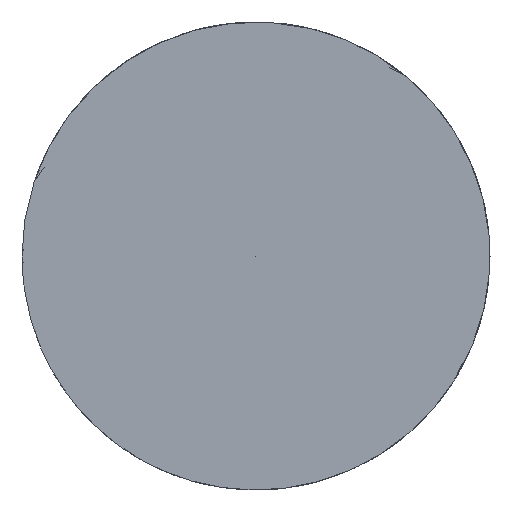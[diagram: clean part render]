
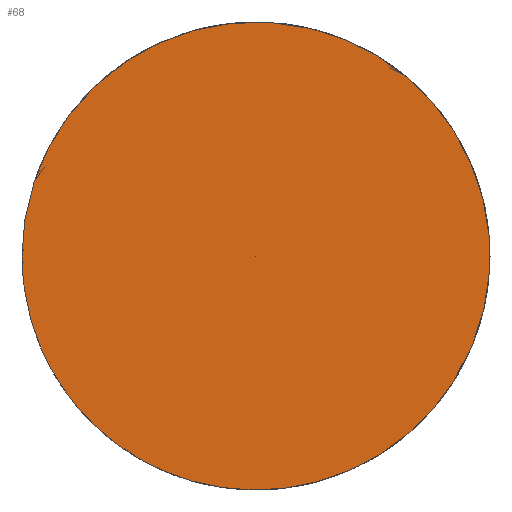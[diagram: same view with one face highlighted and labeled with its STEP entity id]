
A CAD part, left-side view. The second image highlights one B-rep face of the part: STEP entity #68.
In plain terms, the highlighted free-form (B-spline) face has degree [5, 3] with [6, 4] control points.
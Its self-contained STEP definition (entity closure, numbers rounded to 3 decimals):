
#20 = CARTESIAN_POINT ('', (-103., 5., 0.));
#21 = VERTEX_POINT ('', #20);
#22 = CARTESIAN_POINT ('', (-103., 0., 0.));
#23 = VERTEX_POINT ('', #22);
#24 = CARTESIAN_POINT ('', (-103., 5., 0.));
#25 = CARTESIAN_POINT ('', (-103., 3.333, 0.));
#26 = CARTESIAN_POINT ('', (-103., 1.667, 0.));
#27 = CARTESIAN_POINT ('', (-103., 0., 0.));
#28 = B_SPLINE_CURVE_WITH_KNOTS ('', 3, (#24, #25, #26, #27), .UNSPECIFIED., .F., .U., (4, 4), (0., 1.), .UNSPECIFIED.);
#29 = EDGE_CURVE ('', #21, #23, #28, .T.);
#30 = ORIENTED_EDGE ('', *, *, #29, .F.);
#31 = CARTESIAN_POINT ('', (-103., 5., 0.));
#32 = CARTESIAN_POINT ('', (-103., 5., 20.));
#33 = CARTESIAN_POINT ('', (-103., -15., 10.));
#34 = CARTESIAN_POINT ('', (-103., -15., -10.));
#35 = CARTESIAN_POINT ('', (-103., 5., -20.));
#36 = CARTESIAN_POINT ('', (-103., 5., 0.));
#37 = (
   BOUNDED_CURVE ()
   B_SPLINE_CURVE (5, (#31, #32, #33, #34, #35, #36), .UNSPECIFIED., .T., .U.)
   B_SPLINE_CURVE_WITH_KNOTS ((6, 6), (0., 1.), .UNSPECIFIED.)
   CURVE ()
   GEOMETRIC_REPRESENTATION_ITEM ()
   RATIONAL_B_SPLINE_CURVE ((5., 1., 1., 1., 1., 5.))
   REPRESENTATION_ITEM ('')
);
#38 = EDGE_CURVE ('', #21, #21, #37, .T.);
#39 = ORIENTED_EDGE ('', *, *, #38, .T.);
#40 = ORIENTED_EDGE ('', *, *, #29, .T.);
#41 = EDGE_LOOP ('', (#30, #39, #40));
#42 = FACE_OUTER_BOUND ('', #41, .F.);
#43 = CARTESIAN_POINT ('', (-103., 5., 0.));
#44 = CARTESIAN_POINT ('', (-103., 3.333, 0.));
#45 = CARTESIAN_POINT ('', (-103., 1.667, 0.));
#46 = CARTESIAN_POINT ('', (-103., 0., 0.));
#47 = CARTESIAN_POINT ('', (-103., 5., 20.));
#48 = CARTESIAN_POINT ('', (-103., 3.333, 13.333));
#49 = CARTESIAN_POINT ('', (-103., 1.667, 6.667));
#50 = CARTESIAN_POINT ('', (-103., 0., 0.));
#51 = CARTESIAN_POINT ('', (-103., -15., 10.));
#52 = CARTESIAN_POINT ('', (-103., -10., 6.667));
#53 = CARTESIAN_POINT ('', (-103., -5., 3.333));
#54 = CARTESIAN_POINT ('', (-103., 0., 0.));
#55 = CARTESIAN_POINT ('', (-103., -15., -10.));
#56 = CARTESIAN_POINT ('', (-103., -10., -6.667));
#57 = CARTESIAN_POINT ('', (-103., -5., -3.333));
#58 = CARTESIAN_POINT ('', (-103., 0., 0.));
#59 = CARTESIAN_POINT ('', (-103., 5., -20.));
#60 = CARTESIAN_POINT ('', (-103., 3.333, -13.333));
#61 = CARTESIAN_POINT ('', (-103., 1.667, -6.667));
#62 = CARTESIAN_POINT ('', (-103., 0., 0.));
#63 = CARTESIAN_POINT ('', (-103., 5., 0.));
#64 = CARTESIAN_POINT ('', (-103., 3.333, 0.));
#65 = CARTESIAN_POINT ('', (-103., 1.667, 0.));
#66 = CARTESIAN_POINT ('', (-103., 0., 0.));
#67 = (
   BOUNDED_SURFACE ()
   B_SPLINE_SURFACE (5, 3, ((#43, #44, #45, #46), (#47, #48, #49, #50), (#51, #52, #53, #54), (#55, #56, #57, #58), (#59, #60, #61, #62), (#63, #64, #65, #66)), .UNSPECIFIED., .T., .F., .U.)
   B_SPLINE_SURFACE_WITH_KNOTS ((6, 6), (4, 4), (0., 1.), (0., 1.), .UNSPECIFIED.)
   SURFACE ()
   GEOMETRIC_REPRESENTATION_ITEM ()
   RATIONAL_B_SPLINE_SURFACE (((5., 5., 5., 5.), (1., 1., 1., 1.), (1., 1., 1., 1.), (1., 1., 1., 1.), (1., 1., 1., 1.), (5., 5., 5., 5.)))
   REPRESENTATION_ITEM ('')
);
#68 = ADVANCED_FACE ('', (#42), #67, .F.);
